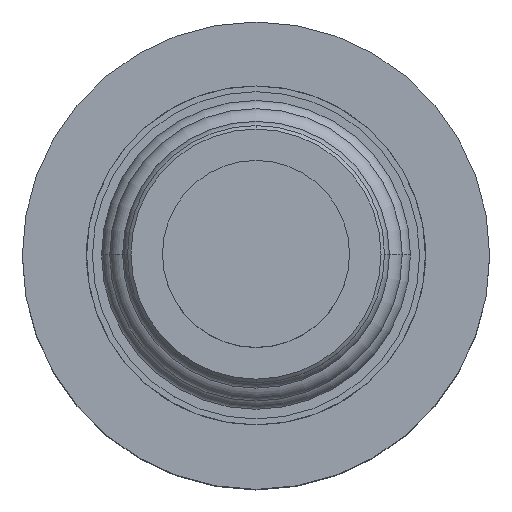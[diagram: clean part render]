
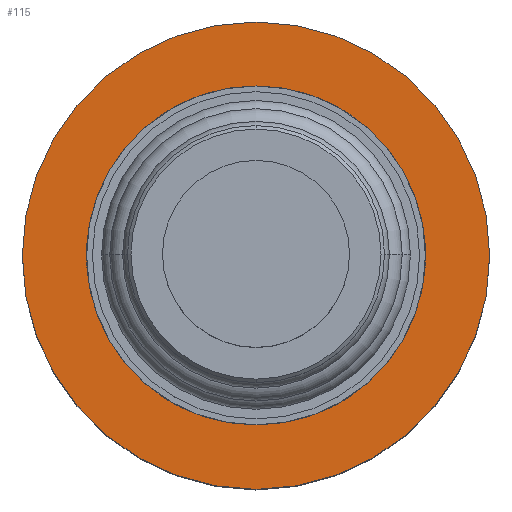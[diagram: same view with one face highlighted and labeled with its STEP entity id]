
A CAD part, top view. The second image highlights one B-rep face of the part: STEP entity #115.
In plain terms, the highlighted planar face has unit normal (0, 0, 1).
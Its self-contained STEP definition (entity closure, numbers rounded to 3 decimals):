
#115=ADVANCED_FACE('',(#268,#269),#270,.T.);
#268=FACE_BOUND('',#482,.T.);
#269=FACE_OUTER_BOUND('',#483,.T.);
#270=PLANE('',#484);
#482=EDGE_LOOP('',(#973,#974));
#483=EDGE_LOOP('',(#975,#976));
#484=AXIS2_PLACEMENT_3D('',#977,#978,#979);
#973=ORIENTED_EDGE('',*,*,#1450,.F.);
#974=ORIENTED_EDGE('',*,*,#1529,.F.);
#975=ORIENTED_EDGE('',*,*,#1457,.T.);
#976=ORIENTED_EDGE('',*,*,#1528,.T.);
#977=CARTESIAN_POINT('',(0.,15.5,-86.5));
#978=DIRECTION('',(0.,0.,1.0));
#979=DIRECTION('',(0.,1.0,0.));
#1450=EDGE_CURVE('',#1750,#1753,#1754,.T.);
#1457=EDGE_CURVE('',#1759,#1765,#1767,.T.);
#1528=EDGE_CURVE('',#1765,#1759,#1878,.T.);
#1529=EDGE_CURVE('',#1753,#1750,#1879,.T.);
#1750=VERTEX_POINT('',#2160);
#1753=VERTEX_POINT('',#2164);
#1754=CIRCLE('',#2165,11.0);
#1759=VERTEX_POINT('',#2171);
#1765=VERTEX_POINT('',#2178);
#1767=CIRCLE('',#2181,20.0);
#1878=CIRCLE('',#2310,20.0);
#1879=CIRCLE('',#2311,11.0);
#2160=CARTESIAN_POINT('',(0.,11.0,-86.5));
#2164=CARTESIAN_POINT('',(0.,-11.0,-86.5));
#2165=AXIS2_PLACEMENT_3D('',#2707,#2708,#2709);
#2171=CARTESIAN_POINT('',(0.,20.0,-86.5));
#2178=CARTESIAN_POINT('',(0.,-20.0,-86.5));
#2181=AXIS2_PLACEMENT_3D('',#2722,#2723,#2724);
#2310=AXIS2_PLACEMENT_3D('',#2899,#2900,#2901);
#2311=AXIS2_PLACEMENT_3D('',#2902,#2903,#2904);
#2707=CARTESIAN_POINT('',(0.,0.0,-86.5));
#2708=DIRECTION('',(0.,-0.0,1.0));
#2709=DIRECTION('',(0.0,1.0,0.0));
#2722=CARTESIAN_POINT('',(0.,0.0,-86.5));
#2723=DIRECTION('',(0.,-0.0,1.0));
#2724=DIRECTION('',(0.0,1.0,0.0));
#2899=CARTESIAN_POINT('',(0.,0.0,-86.5));
#2900=DIRECTION('',(0.,-0.0,1.0));
#2901=DIRECTION('',(0.0,1.0,0.0));
#2902=CARTESIAN_POINT('',(0.,0.0,-86.5));
#2903=DIRECTION('',(0.,-0.0,1.0));
#2904=DIRECTION('',(0.0,1.0,0.0));
